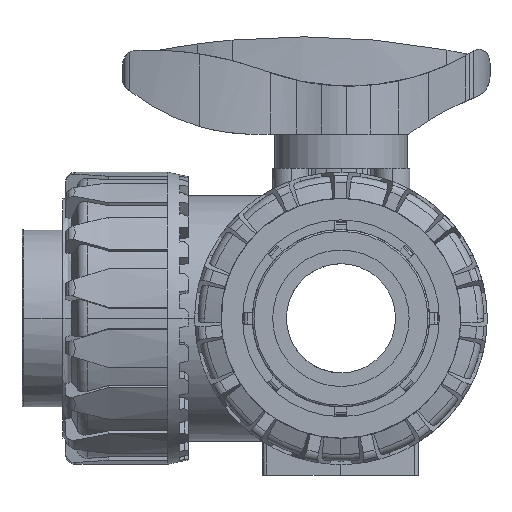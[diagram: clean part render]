
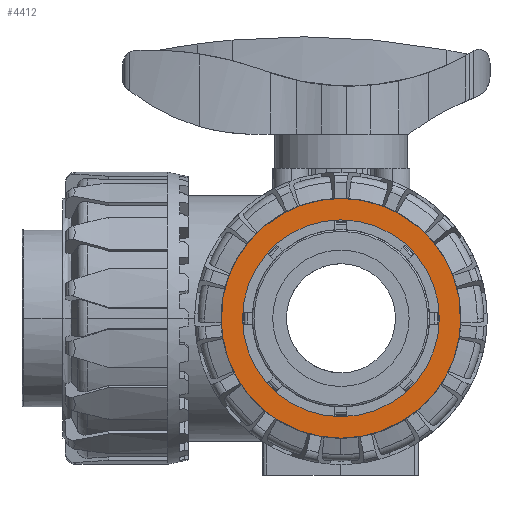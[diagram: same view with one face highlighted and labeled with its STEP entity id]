
A CAD part, front view. The second image highlights one B-rep face of the part: STEP entity #4412.
In plain terms, the highlighted planar face has unit normal (0, -1, 0).
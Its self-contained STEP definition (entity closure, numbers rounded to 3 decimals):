
#4412=ADVANCED_FACE('',(#8797,#8798),#8799,.T.);
#8797=FACE_BOUND('',#13181,.T.);
#8798=FACE_OUTER_BOUND('',#13182,.T.);
#8799=PLANE('',#13183);
#13181=EDGE_LOOP('',(#27280,#27281));
#13182=EDGE_LOOP('',(#27282,#27283));
#13183=AXIS2_PLACEMENT_3D('',#27284,#27285,#27286);
#27280=ORIENTED_EDGE('',*,*,#32813,.T.);
#27281=ORIENTED_EDGE('',*,*,#31687,.T.);
#27282=ORIENTED_EDGE('',*,*,#31682,.T.);
#27283=ORIENTED_EDGE('',*,*,#32862,.T.);
#27284=CARTESIAN_POINT('',(0.,-81.505,0.0));
#27285=DIRECTION('',(0.0,-1.0,0.0));
#27286=DIRECTION('',(1.0,0.0,0.0));
#31682=EDGE_CURVE('',#39421,#39485,#39487,.T.);
#31687=EDGE_CURVE('',#39490,#39494,#39496,.T.);
#32813=EDGE_CURVE('',#39494,#39490,#41201,.T.);
#32862=EDGE_CURVE('',#39485,#39421,#41253,.T.);
#39421=VERTEX_POINT('',#52497);
#39485=VERTEX_POINT('',#52562);
#39487=CIRCLE('',#52565,35.15);
#39490=VERTEX_POINT('',#52568);
#39494=VERTEX_POINT('',#52573);
#39496=CIRCLE('',#52576,28.85);
#41201=CIRCLE('',#55399,28.85);
#41253=CIRCLE('',#55530,35.15);
#52497=CARTESIAN_POINT('',(0.,-81.505,-35.15));
#52562=CARTESIAN_POINT('',(0.,-81.505,35.15));
#52565=AXIS2_PLACEMENT_3D('',#61317,#61318,#61319);
#52568=CARTESIAN_POINT('',(-28.85,-81.505,0.));
#52573=CARTESIAN_POINT('',(28.85,-81.505,0.));
#52576=AXIS2_PLACEMENT_3D('',#61325,#61326,#61327);
#55399=AXIS2_PLACEMENT_3D('',#62908,#62909,#62910);
#55530=AXIS2_PLACEMENT_3D('',#62936,#62937,#62938);
#61317=CARTESIAN_POINT('',(0.,-81.505,0.0));
#61318=DIRECTION('',(0.0,-1.0,0.0));
#61319=DIRECTION('',(1.0,0.0,0.0));
#61325=CARTESIAN_POINT('',(0.,-81.505,0.0));
#61326=DIRECTION('',(0.0,1.0,0.0));
#61327=DIRECTION('',(-1.0,0.0,0.0));
#62908=CARTESIAN_POINT('',(0.,-81.505,0.0));
#62909=DIRECTION('',(0.0,1.0,0.0));
#62910=DIRECTION('',(-1.0,0.0,0.0));
#62936=CARTESIAN_POINT('',(0.,-81.505,0.0));
#62937=DIRECTION('',(0.0,-1.0,0.0));
#62938=DIRECTION('',(1.0,0.0,0.0));
